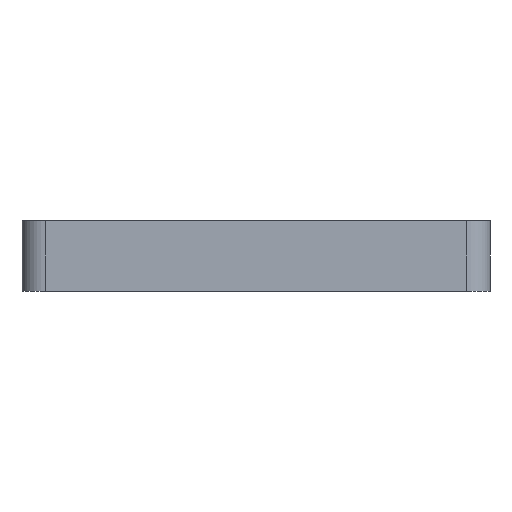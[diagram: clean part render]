
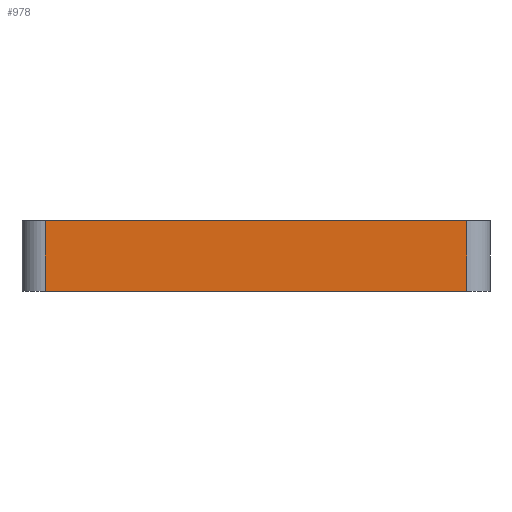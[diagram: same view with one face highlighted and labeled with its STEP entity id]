
A CAD part, front view. The second image highlights one B-rep face of the part: STEP entity #978.
In plain terms, the highlighted planar face has unit normal (0, -1, 0).
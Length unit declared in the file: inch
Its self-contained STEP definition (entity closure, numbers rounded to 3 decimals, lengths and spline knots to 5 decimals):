
#18 = VECTOR ( 'NONE', #1117, 39.37008 ) ;
#51 = VECTOR ( 'NONE', #87, 39.37008 ) ;
#71 = CARTESIAN_POINT ( 'NONE',  ( 1.25, 0., 0.375 ) ) ;
#87 = DIRECTION ( 'NONE',  ( -1., 0., 0. ) ) ;
#106 = ORIENTED_EDGE ( 'NONE', *, *, #1350, .T. ) ;
#195 = EDGE_CURVE ( 'NONE', #1299, #506, #359, .T. ) ;
#214 = DIRECTION ( 'NONE',  ( 0., 1., 0. ) ) ;
#359 = LINE ( 'NONE', #1293, #374 ) ;
#374 = VECTOR ( 'NONE', #486, 39.37008 ) ;
#380 = LINE ( 'NONE', #951, #539 ) ;
#433 = ORIENTED_EDGE ( 'NONE', *, *, #195, .F. ) ;
#477 = EDGE_CURVE ( 'NONE', #963, #1092, #1480, .T. ) ;
#486 = DIRECTION ( 'NONE',  ( 0., 0., 1. ) ) ;
#506 = VERTEX_POINT ( 'NONE', #887 ) ;
#539 = VECTOR ( 'NONE', #1316, 39.37008 ) ;
#613 = ORIENTED_EDGE ( 'NONE', *, *, #879, .F. ) ;
#655 = PLANE ( 'NONE',  #730 ) ;
#668 = CARTESIAN_POINT ( 'NONE',  ( 0., 0., 0.375 ) ) ;
#721 = ORIENTED_EDGE ( 'NONE', *, *, #477, .F. ) ;
#730 = AXIS2_PLACEMENT_3D ( 'NONE', #668, #214, #1012 ) ;
#879 = EDGE_CURVE ( 'NONE', #1092, #1299, #380, .T. ) ;
#884 = EDGE_LOOP ( 'NONE', ( #721, #106, #433, #613 ) ) ;
#887 = CARTESIAN_POINT ( 'NONE',  ( 0.125, 0., 0.375 ) ) ;
#890 = FACE_OUTER_BOUND ( 'NONE', #884, .T. ) ;
#951 = CARTESIAN_POINT ( 'NONE',  ( 0., 0., 0. ) ) ;
#963 = VERTEX_POINT ( 'NONE', #1456 ) ;
#978 = ADVANCED_FACE ( 'NONE', ( #890 ), #655, .F. ) ;
#1012 = DIRECTION ( 'NONE',  ( 0., 0., 1. ) ) ;
#1092 = VERTEX_POINT ( 'NONE', #1464 ) ;
#1114 = LINE ( 'NONE', #71, #51 ) ;
#1117 = DIRECTION ( 'NONE',  ( 0., 0., -1. ) ) ;
#1227 = CARTESIAN_POINT ( 'NONE',  ( 2.375, 0., 0.375 ) ) ;
#1293 = CARTESIAN_POINT ( 'NONE',  ( 0.125, 0., 0.375 ) ) ;
#1299 = VERTEX_POINT ( 'NONE', #1475 ) ;
#1316 = DIRECTION ( 'NONE',  ( -1., 0., 0. ) ) ;
#1350 = EDGE_CURVE ( 'NONE', #963, #506, #1114, .T. ) ;
#1456 = CARTESIAN_POINT ( 'NONE',  ( 2.375, 0., 0.375 ) ) ;
#1464 = CARTESIAN_POINT ( 'NONE',  ( 2.375, 0., 0. ) ) ;
#1475 = CARTESIAN_POINT ( 'NONE',  ( 0.125, 0., 0. ) ) ;
#1480 = LINE ( 'NONE', #1227, #18 ) ;
